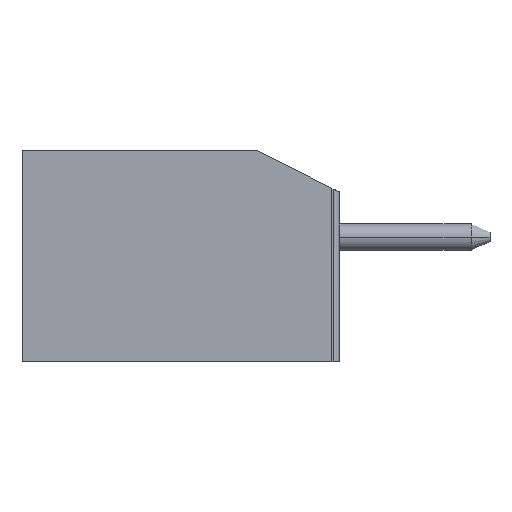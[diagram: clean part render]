
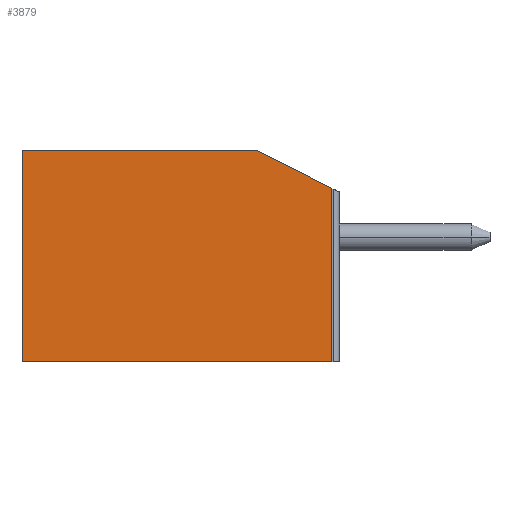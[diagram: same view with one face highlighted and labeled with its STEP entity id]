
A CAD part, left-side view. The second image highlights one B-rep face of the part: STEP entity #3879.
In plain terms, the highlighted planar face has unit normal (-1, 0, 0).
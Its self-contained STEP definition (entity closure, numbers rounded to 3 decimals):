
#5=DIRECTION('',(0.,0.,1.));
#6=VECTOR('',#5,4.6);
#7=CARTESIAN_POINT('',(-11.57,0.,-2.8));
#8=LINE('',#7,#6);
#845=DIRECTION('',(0.,0.894,0.447));
#846=VECTOR('',#845,2.236);
#847=CARTESIAN_POINT('',(-11.57,0.,1.8));
#848=LINE('',#847,#846);
#849=DIRECTION('',(0.,1.,0.));
#850=VECTOR('',#849,8.2);
#851=CARTESIAN_POINT('',(-11.57,0.,-2.8));
#852=LINE('',#851,#850);
#873=DIRECTION('',(0.,0.,1.));
#874=VECTOR('',#873,5.6);
#875=CARTESIAN_POINT('',(-11.57,8.2,-2.8));
#876=LINE('',#875,#874);
#1673=DIRECTION('',(0.,1.,0.));
#1674=VECTOR('',#1673,6.2);
#1675=CARTESIAN_POINT('',(-11.57,2.,2.8));
#1676=LINE('',#1675,#1674);
#2229=CARTESIAN_POINT('',(-11.57,8.2,-2.8));
#2230=CARTESIAN_POINT('',(-11.57,8.2,2.8));
#2231=VERTEX_POINT('',#2229);
#2232=VERTEX_POINT('',#2230);
#2237=CARTESIAN_POINT('',(-11.57,0.,-2.8));
#2238=VERTEX_POINT('',#2237);
#2301=CARTESIAN_POINT('',(-11.57,0.,1.8));
#2302=CARTESIAN_POINT('',(-11.57,2.,2.8));
#2303=VERTEX_POINT('',#2301);
#2304=VERTEX_POINT('',#2302);
#3865=CARTESIAN_POINT('',(-11.57,0.,-2.8));
#3866=DIRECTION('',(-1.,0.,0.));
#3867=DIRECTION('',(0.,0.,1.));
#3868=AXIS2_PLACEMENT_3D('',#3865,#3866,#3867);
#3869=PLANE('',#3868);
#3870=ORIENTED_EDGE('',*,*,#3283,.F.);
#3871=ORIENTED_EDGE('',*,*,#2852,.F.);
#3872=ORIENTED_EDGE('',*,*,#3067,.T.);
#3874=ORIENTED_EDGE('',*,*,#3873,.T.);
#3876=ORIENTED_EDGE('',*,*,#3875,.F.);
#3877=EDGE_LOOP('',(#3870,#3871,#3872,#3874,#3876));
#3878=FACE_OUTER_BOUND('',#3877,.F.);
#2852=EDGE_CURVE('',#2238,#2303,#8,.T.);
#3067=EDGE_CURVE('',#2238,#2231,#852,.T.);
#3283=EDGE_CURVE('',#2303,#2304,#848,.T.);
#3873=EDGE_CURVE('',#2231,#2232,#876,.T.);
#3875=EDGE_CURVE('',#2304,#2232,#1676,.T.);
#3879=ADVANCED_FACE('',(#3878),#3869,.T.);
